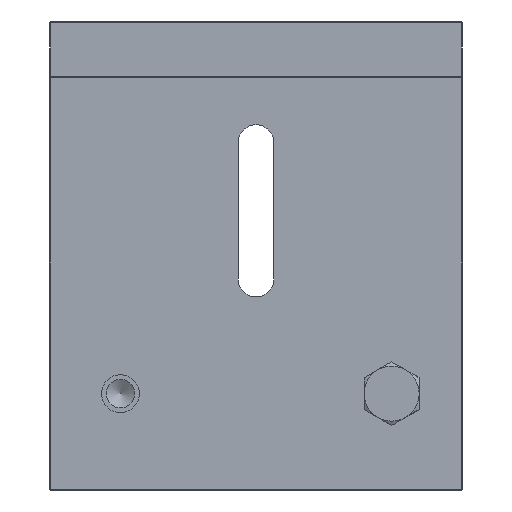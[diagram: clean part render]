
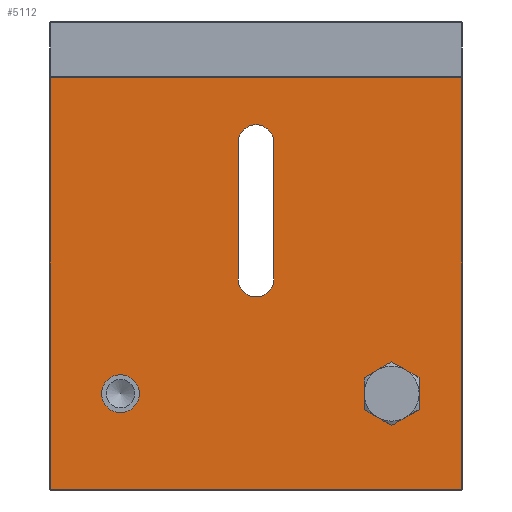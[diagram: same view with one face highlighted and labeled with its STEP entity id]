
A CAD part, front view. The second image highlights one B-rep face of the part: STEP entity #5112.
In plain terms, the highlighted face is planar.
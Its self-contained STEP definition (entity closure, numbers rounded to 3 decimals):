
#267=FACE_BOUND('',#924,.T.);
#268=FACE_BOUND('',#925,.T.);
#269=FACE_BOUND('',#926,.T.);
#393=PLANE('',#5514);
#596=FACE_OUTER_BOUND('',#923,.T.);
#923=EDGE_LOOP('',(#4062,#4063,#4064,#4065));
#924=EDGE_LOOP('',(#4066));
#925=EDGE_LOOP('',(#4067));
#926=EDGE_LOOP('',(#4068,#4069,#4070,#4071));
#1325=LINE('',#8011,#1768);
#1351=LINE('',#8063,#1794);
#1353=LINE('',#8066,#1796);
#1355=LINE('',#8069,#1798);
#1377=LINE('',#8135,#1820);
#1378=LINE('',#8138,#1821);
#1768=VECTOR('',#6413,59.8);
#1794=VECTOR('',#6459,59.8);
#1796=VECTOR('',#6463,59.8);
#1798=VECTOR('',#6467,59.8);
#1820=VECTOR('',#6527,19.8);
#1821=VECTOR('',#6530,19.8);
#2156=CIRCLE('',#5515,2.75);
#2157=CIRCLE('',#5516,2.75);
#2158=CIRCLE('',#5517,2.6);
#2159=CIRCLE('',#5518,2.6);
#2485=VERTEX_POINT('',#7986);
#2490=VERTEX_POINT('',#7999);
#2495=VERTEX_POINT('',#8015);
#2498=VERTEX_POINT('',#8022);
#2530=VERTEX_POINT('',#8127);
#2531=VERTEX_POINT('',#8129);
#2532=VERTEX_POINT('',#8131);
#2533=VERTEX_POINT('',#8132);
#2534=VERTEX_POINT('',#8134);
#2535=VERTEX_POINT('',#8136);
#3035=EDGE_CURVE('',#2485,#2490,#1325,.T.);
#3061=EDGE_CURVE('',#2490,#2498,#1351,.T.);
#3063=EDGE_CURVE('',#2498,#2495,#1353,.T.);
#3065=EDGE_CURVE('',#2495,#2485,#1355,.T.);
#3095=EDGE_CURVE('',#2530,#2530,#2156,.T.);
#3096=EDGE_CURVE('',#2531,#2531,#2157,.T.);
#3097=EDGE_CURVE('',#2532,#2533,#2158,.T.);
#3098=EDGE_CURVE('',#2533,#2534,#1377,.T.);
#3099=EDGE_CURVE('',#2534,#2535,#2159,.T.);
#3100=EDGE_CURVE('',#2535,#2532,#1378,.T.);
#4062=ORIENTED_EDGE('',*,*,#3035,.F.);
#4063=ORIENTED_EDGE('',*,*,#3065,.F.);
#4064=ORIENTED_EDGE('',*,*,#3063,.F.);
#4065=ORIENTED_EDGE('',*,*,#3061,.F.);
#4066=ORIENTED_EDGE('',*,*,#3095,.T.);
#4067=ORIENTED_EDGE('',*,*,#3096,.T.);
#4068=ORIENTED_EDGE('',*,*,#3097,.T.);
#4069=ORIENTED_EDGE('',*,*,#3098,.T.);
#4070=ORIENTED_EDGE('',*,*,#3099,.T.);
#4071=ORIENTED_EDGE('',*,*,#3100,.T.);
#5112=ADVANCED_FACE('',(#596,#267,#268,#269),#393,.T.);
#5514=AXIS2_PLACEMENT_3D('',#8126,#6519,#6520);
#5515=AXIS2_PLACEMENT_3D('',#8128,#6521,#6522);
#5516=AXIS2_PLACEMENT_3D('',#8130,#6523,#6524);
#5517=AXIS2_PLACEMENT_3D('',#8133,#6525,#6526);
#5518=AXIS2_PLACEMENT_3D('',#8137,#6528,#6529);
#6413=DIRECTION('',(-1.,0.,0.));
#6459=DIRECTION('',(0.,1.,0.));
#6463=DIRECTION('',(1.,0.,0.));
#6467=DIRECTION('',(0.,-1.,0.));
#6519=DIRECTION('center_axis',(0.,0.,1.));
#6520=DIRECTION('ref_axis',(1.,0.,0.));
#6521=DIRECTION('center_axis',(0.,0.,-1.));
#6522=DIRECTION('ref_axis',(1.,0.,0.));
#6523=DIRECTION('center_axis',(0.,0.,-1.));
#6524=DIRECTION('ref_axis',(-1.,0.,0.));
#6525=DIRECTION('center_axis',(0.,0.,-1.));
#6526=DIRECTION('ref_axis',(1.,0.,0.));
#6527=DIRECTION('',(0.,1.,0.));
#6528=DIRECTION('center_axis',(0.,0.,-1.));
#6529=DIRECTION('ref_axis',(-1.,0.,0.));
#6530=DIRECTION('',(0.,-1.,0.));
#7986=CARTESIAN_POINT('',(59.9,-9.9,8.));
#7999=CARTESIAN_POINT('',(0.1,-9.9,8.));
#8011=CARTESIAN_POINT('',(15.,-9.9,8.));
#8015=CARTESIAN_POINT('',(59.9,49.9,8.));
#8022=CARTESIAN_POINT('',(0.1,49.9,8.));
#8063=CARTESIAN_POINT('',(0.1,-15.,8.));
#8066=CARTESIAN_POINT('',(45.,49.9,8.));
#8069=CARTESIAN_POINT('',(59.9,-45.,8.));
#8126=CARTESIAN_POINT('Origin',(30.,-30.,8.));
#8127=CARTESIAN_POINT('',(52.45,4.,8.));
#8128=CARTESIAN_POINT('Origin',(49.7,4.,8.));
#8129=CARTESIAN_POINT('',(7.55,4.,8.));
#8130=CARTESIAN_POINT('Origin',(10.3,4.,8.));
#8131=CARTESIAN_POINT('',(32.6,20.662,8.));
#8132=CARTESIAN_POINT('',(27.4,20.662,8.));
#8133=CARTESIAN_POINT('Origin',(30.,20.662,8.));
#8134=CARTESIAN_POINT('',(27.4,40.462,8.));
#8135=CARTESIAN_POINT('',(27.4,5.231,8.));
#8136=CARTESIAN_POINT('',(32.6,40.462,8.));
#8137=CARTESIAN_POINT('Origin',(30.,40.462,8.));
#8138=CARTESIAN_POINT('',(32.6,-4.669,8.));
